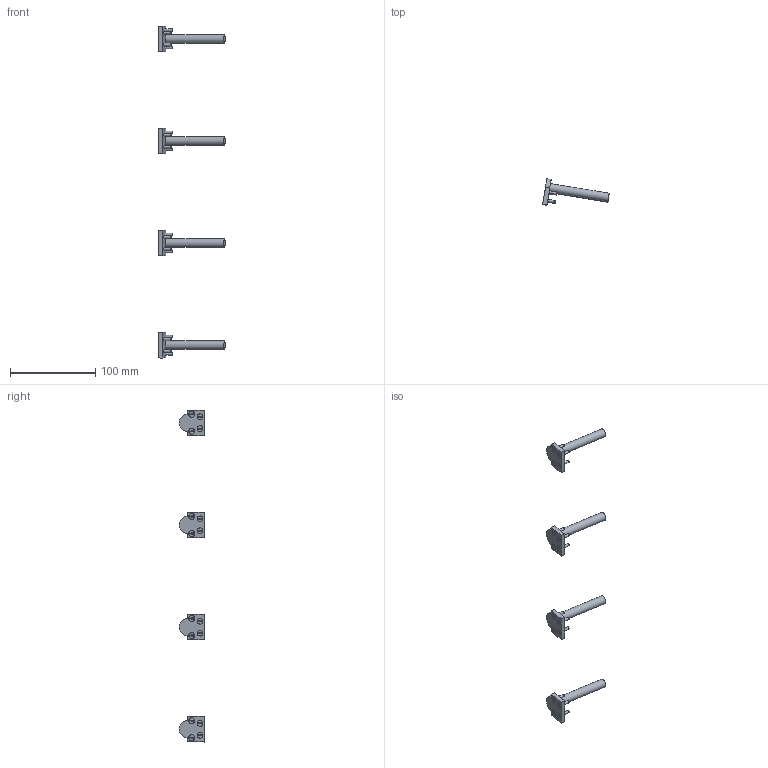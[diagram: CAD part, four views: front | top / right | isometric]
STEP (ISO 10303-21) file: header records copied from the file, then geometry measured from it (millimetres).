
FILE_DESCRIPTION( ('This file contains a STEP AP42 implementation' ,'as created by ZW3D STEP Interface translator.' ,'') ,'2;1' );
FILE_NAME( '錨窒璃淝蹈 3_3_1.stp' ,'251027.114727', (''), ('ZWCAD Software Co.'), 'Version 1.0', 'ZW3D to STEP translator', '' );
FILE_SCHEMA(('AUTOMOTIVE_DESIGN { 1 0 10303 214 1 1 1 1 }'));
Length unit declared in the file: millimetre
Products named in the file (8): 0; 錨窒璃淝蹈 3_3_1; 啋匼_1_40; 標撿嘐隅种.ipt; 標撿嘐隅种蹟佪.ipt; 啋匼_2_40; 啋匼_3_35; 啋匼_4_28
Assembly tree (24 placements, depth 3):
  0
  錨窒璃淝蹈 3_3_1
    啋匼_1_40
      標撿嘐隅种.ipt
      標撿嘐隅种蹟佪.ipt  x4
    啋匼_2_40
      標撿嘐隅种.ipt
      標撿嘐隅种蹟佪.ipt  x4
    啋匼_3_35
      標撿嘐隅种.ipt
      標撿嘐隅种蹟佪.ipt  x4
    啋匼_4_28
      標撿嘐隅种.ipt
      標撿嘐隅种蹟佪.ipt  x4
Bounding box: 78.05 x 30.41 x 390 mm (x, y, z)
Volume: 38034.6 mm3; surface area: 20786 mm2
Topology: 20 solids, 20 shells, 216 faces, 556 edges, 384 vertices
Faces by surface type: plane 128, cone 48, cylinder 40
Full cylindrical faces by diameter (mm): 3 x32, 10 x4
Entity records: 1395 total; most frequent: DIRECTION 276, CARTESIAN_POINT 220, ORIENTED_EDGE 152, AXIS2_PLACEMENT_3D 122, EDGE_CURVE 76, VERTEX_POINT 54, CIRCLE 40, EDGE_LOOP 36
